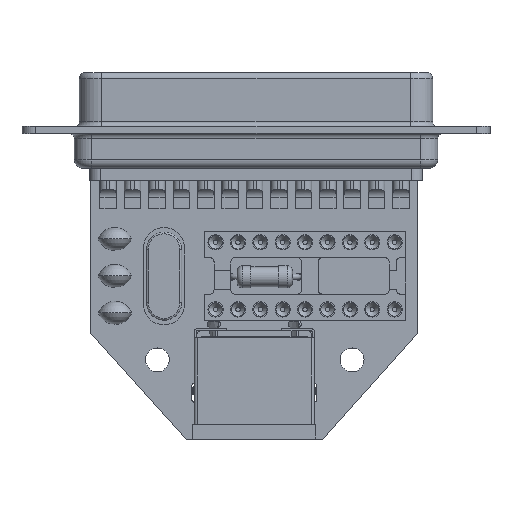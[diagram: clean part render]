
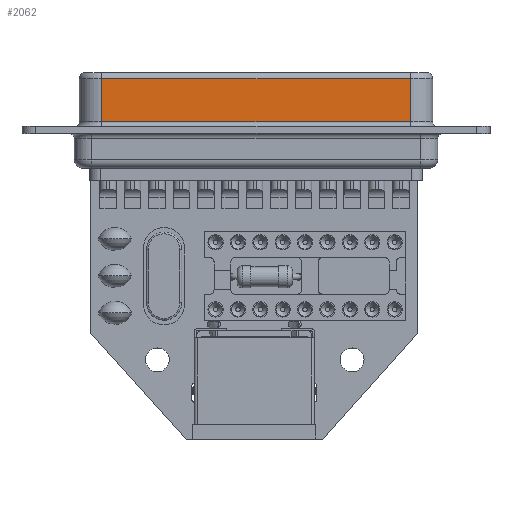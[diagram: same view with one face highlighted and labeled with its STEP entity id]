
A CAD part, top view. The second image highlights one B-rep face of the part: STEP entity #2062.
In plain terms, the highlighted face is planar.
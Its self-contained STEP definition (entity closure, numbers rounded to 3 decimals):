
#1839 = VERTEX_POINT('',#1840);
#1840 = CARTESIAN_POINT('',(17.51,4.75,-5.592));
#1847 = EDGE_CURVE('',#1839,#1848,#1850,.T.);
#1848 = VERTEX_POINT('',#1849);
#1849 = CARTESIAN_POINT('',(17.51,4.75,-0.709));
#1850 = LINE('',#1851,#1852);
#1851 = CARTESIAN_POINT('',(17.51,4.75,-5.592));
#1852 = VECTOR('',#1853,1.);
#1853 = DIRECTION('',(0.,0.,1.));
#1881 = VERTEX_POINT('',#1882);
#1882 = CARTESIAN_POINT('',(-17.51,4.75,-0.709));
#1889 = EDGE_CURVE('',#1890,#1881,#1892,.T.);
#1890 = VERTEX_POINT('',#1891);
#1891 = CARTESIAN_POINT('',(-17.51,4.75,-5.592));
#1892 = LINE('',#1893,#1894);
#1893 = CARTESIAN_POINT('',(-17.51,4.75,-5.592));
#1894 = VECTOR('',#1895,1.);
#1895 = DIRECTION('',(0.,0.,1.));
#2050 = EDGE_CURVE('',#1881,#1848,#2051,.T.);
#2051 = LINE('',#2052,#2053);
#2052 = CARTESIAN_POINT('',(-17.51,4.75,-0.709));
#2053 = VECTOR('',#2054,1.);
#2054 = DIRECTION('',(1.,0.,0.));
#2062 = ADVANCED_FACE('',(#2063),#2074,.T.);
#2063 = FACE_BOUND('',#2064,.T.);
#2064 = EDGE_LOOP('',(#2065,#2066,#2072,#2073));
#2065 = ORIENTED_EDGE('',*,*,#1847,.F.);
#2066 = ORIENTED_EDGE('',*,*,#2067,.F.);
#2067 = EDGE_CURVE('',#1890,#1839,#2068,.T.);
#2068 = LINE('',#2069,#2070);
#2069 = CARTESIAN_POINT('',(-17.51,4.75,-5.592));
#2070 = VECTOR('',#2071,1.);
#2071 = DIRECTION('',(1.,0.,0.));
#2072 = ORIENTED_EDGE('',*,*,#1889,.T.);
#2073 = ORIENTED_EDGE('',*,*,#2050,.T.);
#2074 = PLANE('',#2075);
#2075 = AXIS2_PLACEMENT_3D('',#2076,#2077,#2078);
#2076 = CARTESIAN_POINT('',(17.51,4.75,-6.1));
#2077 = DIRECTION('',(-0.,1.,0.));
#2078 = DIRECTION('',(1.,0.,0.));
